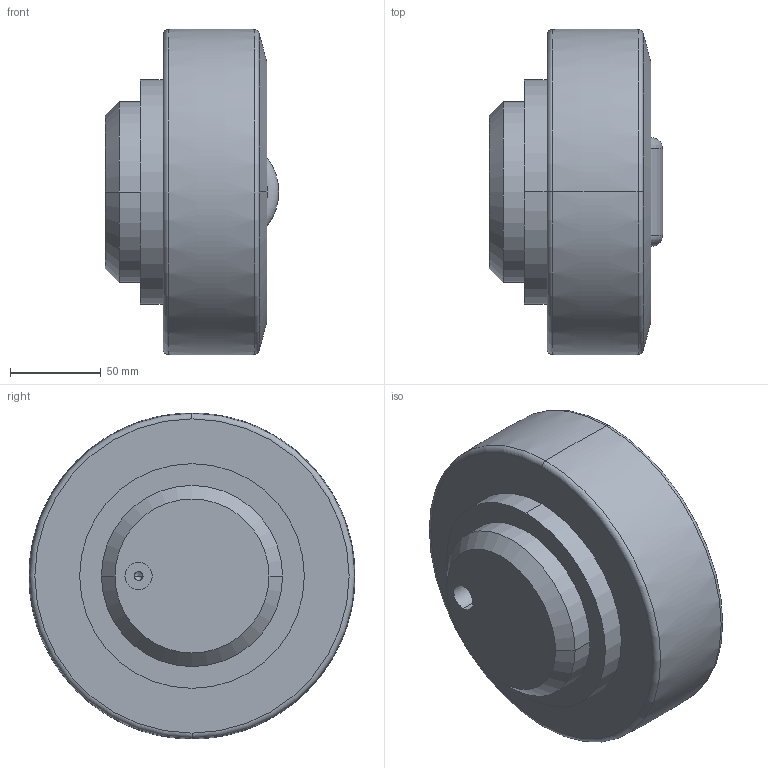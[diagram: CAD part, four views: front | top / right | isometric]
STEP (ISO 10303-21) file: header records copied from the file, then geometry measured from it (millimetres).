
FILE_DESCRIPTION(('STEP AP203'),'1');
FILE_NAME('4_085.stp','2014-08-06T06:53:59',('TraceParts'),('TraceParts S.A.'),'XStep 1.0',' ',' ');
FILE_SCHEMA(('CONFIG_CONTROL_DESIGN'));
Length unit declared in the file: millimetre
Products named in the file (1): 1
Bounding box: 95.7 x 179.9 x 179.94 mm (x, y, z)
Volume: 1728711.4 mm3; surface area: 91715.8 mm2
Topology: 1 solids, 1 shells, 46 faces, 106 edges, 66 vertices
Faces by surface type: plane 18, cylinder 12, torus 8, cone 8
Entity records: 1587 total; most frequent: CARTESIAN_POINT 473, DIRECTION 245, ORIENTED_EDGE 208, EDGE_CURVE 104, AXIS2_PLACEMENT_3D 102, VERTEX_POINT 66, CIRCLE 55, EDGE_LOOP 52
